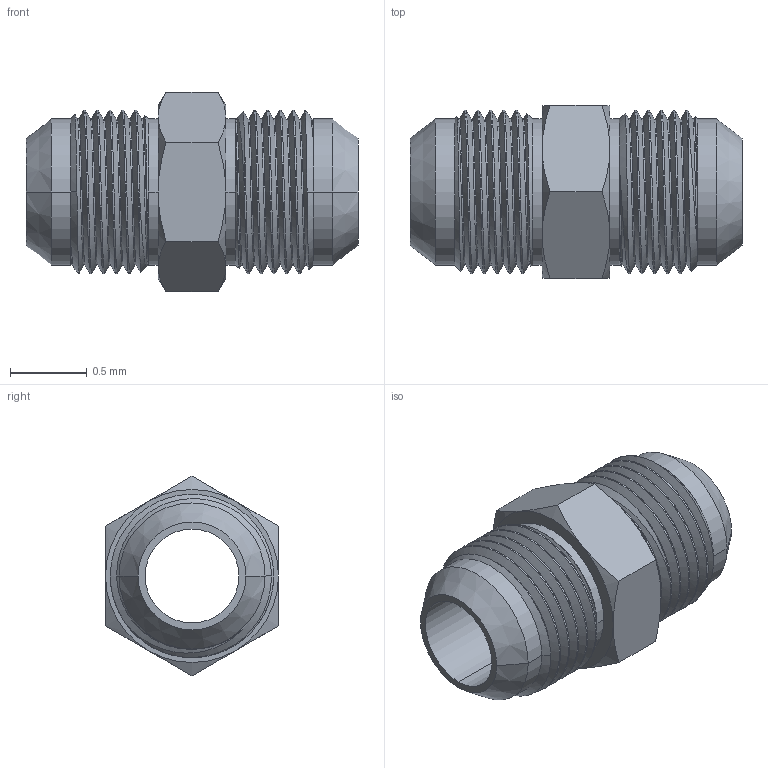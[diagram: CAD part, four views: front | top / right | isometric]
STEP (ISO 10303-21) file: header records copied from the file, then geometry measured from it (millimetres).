
FILE_DESCRIPTION(/* description */ (''),/* implementation_level */ '2;1');
FILE_NAME(/* name */ '2403-12-12.stp',/* time_stamp */ '2023-05-26T16:06:51-04:00',/* author */ ('esanner'),/* organization */ (''),/* preprocessor_version */ 'ST-DEVELOPER v19',/* originating_system */ 'AutoCAD Mechanical',/* authorisation */ '');
FILE_SCHEMA (('AUTOMOTIVE_DESIGN { 1 0 10303 214 3 1 1 }'));
Length unit declared in the file: inch
Products named in the file (2): Product; 50675K264_37 Degree Flared Fitting for Copper Tubing
Assembly tree (1 placements, depth 2):
  Product
    50675K264_37 Degree Flared Fitting for Copper Tubing
Bounding box: 2.16 x 1.12 x 1.3 mm (x, y, z)
Volume: 1.1 mm3; surface area: 14.4 mm2
Topology: 1 solids, 1 shells, 84 faces, 216 edges, 136 vertices
Faces by surface type: cylinder 46, cone 24, plane 10, bspline 4
Full cylindrical faces by diameter (mm): 0.954 x10
Entity records: 5473 total; most frequent: CARTESIAN_POINT 3679, ORIENTED_EDGE 432, DIRECTION 318, EDGE_CURVE 216, VERTEX_POINT 136, AXIS2_PLACEMENT_3D 129, EDGE_LOOP 88, FACE_OUTER_BOUND 84
